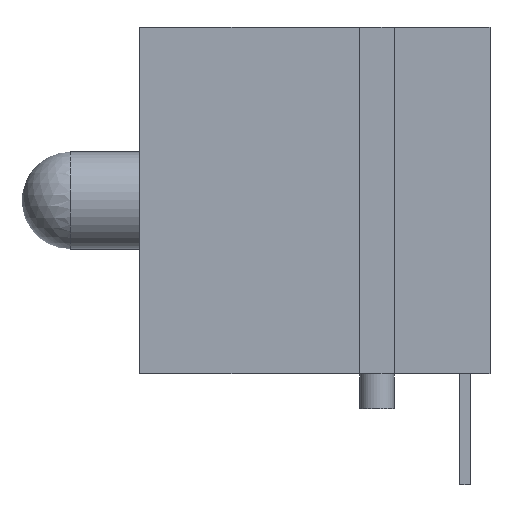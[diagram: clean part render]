
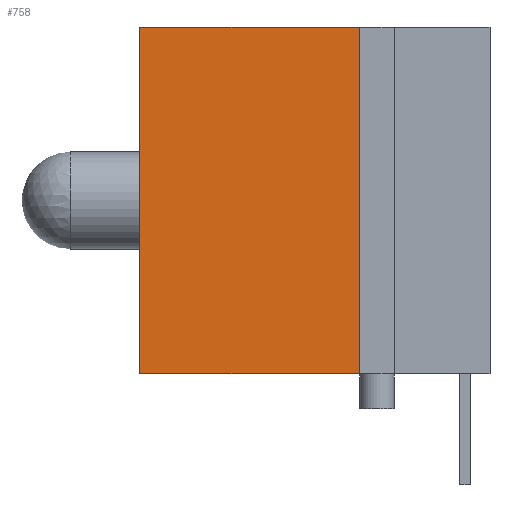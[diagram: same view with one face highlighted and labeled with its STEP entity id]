
A CAD part, front view. The second image highlights one B-rep face of the part: STEP entity #758.
In plain terms, the highlighted planar face has unit normal (0, -1, 0).
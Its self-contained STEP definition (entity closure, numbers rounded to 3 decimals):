
#545=CARTESIAN_POINT('',(-0.5,-2.475,0.0));
#546=VERTEX_POINT('',#545);
#553=CARTESIAN_POINT('',(-6.84,-2.475,0.0));
#554=VERTEX_POINT('',#553);
#555=CARTESIAN_POINT('',(-6.84,-2.475,0.0));
#556=DIRECTION('',(1.0,0.0,0.0));
#557=VECTOR('',#556,6.34);
#558=LINE('',#555,#557);
#559=EDGE_CURVE('',#554,#546,#558,.T.);
#716=CARTESIAN_POINT('',(-0.5,-2.475,10.0));
#717=VERTEX_POINT('',#716);
#724=CARTESIAN_POINT('',(-0.5,-2.475,0.0));
#725=DIRECTION('',(0.0,0.0,1.0));
#726=VECTOR('',#725,10.0);
#727=LINE('',#724,#726);
#728=EDGE_CURVE('',#546,#717,#727,.T.);
#735=CARTESIAN_POINT('',(-0.5,-2.475,0.0));
#736=DIRECTION('',(0.0,-1.0,0.0));
#737=DIRECTION('',(0.0,0.0,-1.0));
#738=AXIS2_PLACEMENT_3D('',#735,#736,#737);
#739=PLANE('',#738);
#740=CARTESIAN_POINT('',(-6.84,-2.475,10.0));
#741=VERTEX_POINT('',#740);
#742=CARTESIAN_POINT('',(-0.5,-2.475,10.0));
#743=DIRECTION('',(-1.0,0.0,0.0));
#744=VECTOR('',#743,6.34);
#745=LINE('',#742,#744);
#746=EDGE_CURVE('',#717,#741,#745,.T.);
#747=ORIENTED_EDGE('',*,*,#746,.T.);
#748=CARTESIAN_POINT('',(-6.84,-2.475,0.0));
#749=DIRECTION('',(0.0,0.0,1.0));
#750=VECTOR('',#749,10.0);
#751=LINE('',#748,#750);
#752=EDGE_CURVE('',#554,#741,#751,.T.);
#753=ORIENTED_EDGE('',*,*,#752,.F.);
#754=ORIENTED_EDGE('',*,*,#559,.T.);
#755=ORIENTED_EDGE('',*,*,#728,.T.);
#756=EDGE_LOOP('',(#747,#753,#754,#755));
#757=FACE_OUTER_BOUND('',#756,.T.);
#758=ADVANCED_FACE('',(#757),#739,.T.);
